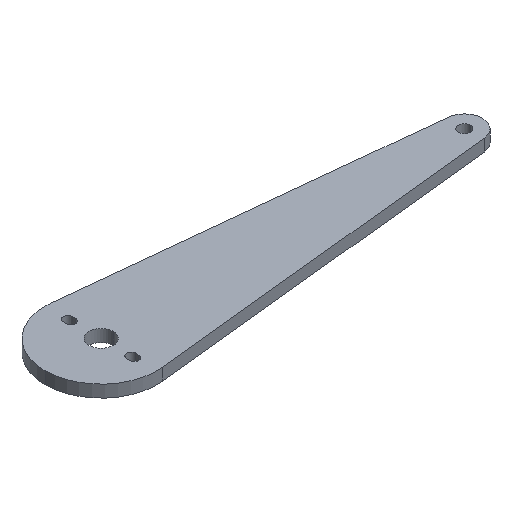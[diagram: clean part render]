
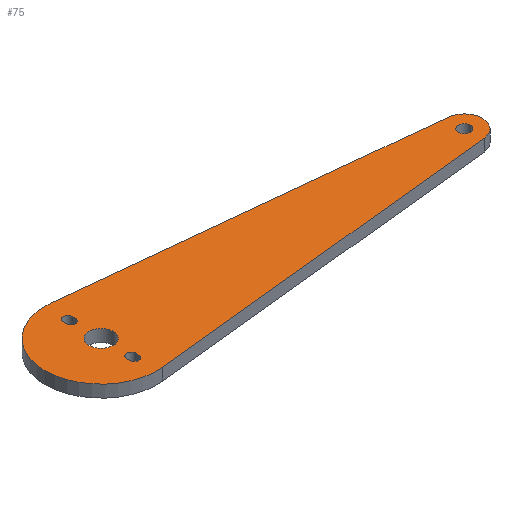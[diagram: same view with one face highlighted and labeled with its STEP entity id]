
A CAD part, isometric view. The second image highlights one B-rep face of the part: STEP entity #75.
In plain terms, the highlighted planar face has unit normal (0, 0, 1).
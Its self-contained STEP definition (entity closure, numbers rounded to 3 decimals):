
#4 = DIRECTION ( 'NONE',  ( -1., 0., 0. ) ) ;
#7 = CARTESIAN_POINT ( 'NONE',  ( -60., -10., 4. ) ) ;
#8 = LINE ( 'NONE', #704, #263 ) ;
#20 = FACE_BOUND ( 'NONE', #604, .T. ) ;
#22 = VERTEX_POINT ( 'NONE', #86 ) ;
#26 = LINE ( 'NONE', #457, #485 ) ;
#30 = CARTESIAN_POINT ( 'NONE',  ( -58.073, -18.399, 4. ) ) ;
#35 = CARTESIAN_POINT ( 'NONE',  ( -60., 0., 4. ) ) ;
#38 = CARTESIAN_POINT ( 'NONE',  ( 58., 0., 4. ) ) ;
#50 = CARTESIAN_POINT ( 'NONE',  ( -58.5, 11., 4. ) ) ;
#51 = VECTOR ( 'NONE', #549, 1000. ) ;
#53 = DIRECTION ( 'NONE',  ( 0., 0., 1. ) ) ;
#57 = CIRCLE ( 'NONE', #622, 6. ) ;
#61 = CARTESIAN_POINT ( 'NONE',  ( -61.5, -11., 4. ) ) ;
#74 = CARTESIAN_POINT ( 'NONE',  ( -60., 0., 4. ) ) ;
#75 = ADVANCED_FACE ( 'NONE', ( #20, #619, #259, #194, #469 ), #627, .T. ) ;
#76 = VERTEX_POINT ( 'NONE', #134 ) ;
#82 = ORIENTED_EDGE ( 'NONE', *, *, #206, .F. ) ;
#86 = CARTESIAN_POINT ( 'NONE',  ( -61.5, 11., 4. ) ) ;
#87 = EDGE_CURVE ( 'NONE', #181, #466, #402, .T. ) ;
#90 = DIRECTION ( 'NONE',  ( 0., 0., 1. ) ) ;
#103 = CARTESIAN_POINT ( 'NONE',  ( -58.073, 18.399, 4. ) ) ;
#114 = LINE ( 'NONE', #488, #456 ) ;
#120 = DIRECTION ( 'NONE',  ( -0.995, 0.104, 0. ) ) ;
#126 = EDGE_LOOP ( 'NONE', ( #392, #393, #293, #290, #338 ) ) ;
#130 = AXIS2_PLACEMENT_3D ( 'NONE', #505, #187, #404 ) ;
#134 = CARTESIAN_POINT ( 'NONE',  ( -58.5, -11., 4. ) ) ;
#138 = EDGE_CURVE ( 'NONE', #22, #360, #26, .T. ) ;
#161 = DIRECTION ( 'NONE',  ( 0., 0., 1. ) ) ;
#162 = EDGE_CURVE ( 'NONE', #195, #606, #383, .T. ) ;
#170 = EDGE_CURVE ( 'NONE', #606, #195, #530, .T. ) ;
#172 = CARTESIAN_POINT ( 'NONE',  ( -58.5, -10., 4. ) ) ;
#173 = ORIENTED_EDGE ( 'NONE', *, *, #258, .F. ) ;
#181 = VERTEX_POINT ( 'NONE', #38 ) ;
#182 = CARTESIAN_POINT ( 'NONE',  ( -58.073, -18.399, 4. ) ) ;
#184 = VERTEX_POINT ( 'NONE', #573 ) ;
#185 = DIRECTION ( 'NONE',  ( 1., 0., 0. ) ) ;
#187 = DIRECTION ( 'NONE',  ( 0., 0., 1. ) ) ;
#194 = FACE_BOUND ( 'NONE', #411, .T. ) ;
#195 = VERTEX_POINT ( 'NONE', #423 ) ;
#196 = DIRECTION ( 'NONE',  ( -1., 0., 0. ) ) ;
#203 = CIRCLE ( 'NONE', #587, 1.5 ) ;
#204 = CARTESIAN_POINT ( 'NONE',  ( -60., 0., 4. ) ) ;
#206 = EDGE_CURVE ( 'NONE', #76, #557, #114, .T. ) ;
#219 = CARTESIAN_POINT ( 'NONE',  ( -60., 10., 4. ) ) ;
#220 = DIRECTION ( 'NONE',  ( 0., 0., 1. ) ) ;
#233 = LINE ( 'NONE', #182, #655 ) ;
#235 = EDGE_CURVE ( 'NONE', #184, #502, #597, .T. ) ;
#236 = ORIENTED_EDGE ( 'NONE', *, *, #380, .F. ) ;
#240 = ORIENTED_EDGE ( 'NONE', *, *, #87, .F. ) ;
#243 = DIRECTION ( 'NONE',  ( 0., 0., 1. ) ) ;
#250 = VERTEX_POINT ( 'NONE', #61 ) ;
#252 = VERTEX_POINT ( 'NONE', #103 ) ;
#256 = EDGE_LOOP ( 'NONE', ( #240, #405 ) ) ;
#258 = EDGE_CURVE ( 'NONE', #250, #76, #330, .T. ) ;
#259 = FACE_OUTER_BOUND ( 'NONE', #126, .T. ) ;
#263 = VECTOR ( 'NONE', #120, 1000. ) ;
#269 = ORIENTED_EDGE ( 'NONE', *, *, #138, .F. ) ;
#285 = CARTESIAN_POINT ( 'NONE',  ( -60., -11., 4. ) ) ;
#286 = DIRECTION ( 'NONE',  ( 1., 0., 0. ) ) ;
#290 = ORIENTED_EDGE ( 'NONE', *, *, #671, .T. ) ;
#293 = ORIENTED_EDGE ( 'NONE', *, *, #296, .T. ) ;
#295 = CARTESIAN_POINT ( 'NONE',  ( 60.625, 5.967, 4. ) ) ;
#296 = EDGE_CURVE ( 'NONE', #354, #298, #233, .T. ) ;
#298 = VERTEX_POINT ( 'NONE', #447 ) ;
#315 = CARTESIAN_POINT ( 'NONE',  ( 62., 0., 4. ) ) ;
#319 = AXIS2_PLACEMENT_3D ( 'NONE', #7, #508, #196 ) ;
#321 = EDGE_CURVE ( 'NONE', #557, #637, #403, .T. ) ;
#322 = DIRECTION ( 'NONE',  ( 1., 0., 0. ) ) ;
#326 = CARTESIAN_POINT ( 'NONE',  ( 60., 0., 4. ) ) ;
#328 = CARTESIAN_POINT ( 'NONE',  ( -64., 0., 4. ) ) ;
#330 = CIRCLE ( 'NONE', #701, 1.5 ) ;
#332 = CARTESIAN_POINT ( 'NONE',  ( -78.5, 0., 4. ) ) ;
#333 = EDGE_CURVE ( 'NONE', #680, #354, #583, .T. ) ;
#335 = DIRECTION ( 'NONE',  ( 0., 0., 1. ) ) ;
#338 = ORIENTED_EDGE ( 'NONE', *, *, #588, .T. ) ;
#349 = VERTEX_POINT ( 'NONE', #295 ) ;
#354 = VERTEX_POINT ( 'NONE', #30 ) ;
#360 = VERTEX_POINT ( 'NONE', #661 ) ;
#362 = AXIS2_PLACEMENT_3D ( 'NONE', #533, #53, #702 ) ;
#369 = DIRECTION ( 'NONE',  ( 1., 0., 0. ) ) ;
#379 = AXIS2_PLACEMENT_3D ( 'NONE', #74, #335, #185 ) ;
#380 = EDGE_CURVE ( 'NONE', #637, #250, #601, .T. ) ;
#383 = CIRCLE ( 'NONE', #432, 4. ) ;
#388 = CARTESIAN_POINT ( 'NONE',  ( -58.5, 11., 4. ) ) ;
#389 = CIRCLE ( 'NONE', #654, 2. ) ;
#391 = DIRECTION ( 'NONE',  ( 0., 0., 1. ) ) ;
#392 = ORIENTED_EDGE ( 'NONE', *, *, #542, .T. ) ;
#393 = ORIENTED_EDGE ( 'NONE', *, *, #333, .T. ) ;
#402 = CIRCLE ( 'NONE', #625, 2. ) ;
#403 = CIRCLE ( 'NONE', #319, 1.5 ) ;
#404 = DIRECTION ( 'NONE',  ( 1., 0., 0. ) ) ;
#405 = ORIENTED_EDGE ( 'NONE', *, *, #511, .F. ) ;
#407 = CARTESIAN_POINT ( 'NONE',  ( -61.5, -11., 4. ) ) ;
#411 = EDGE_LOOP ( 'NONE', ( #459, #682 ) ) ;
#419 = DIRECTION ( 'NONE',  ( 0., 0., 1. ) ) ;
#423 = CARTESIAN_POINT ( 'NONE',  ( -56., 0., 4. ) ) ;
#428 = DIRECTION ( 'NONE',  ( 0., 0., 1. ) ) ;
#429 = DIRECTION ( 'NONE',  ( 1., 0., 0. ) ) ;
#430 = DIRECTION ( 'NONE',  ( 0., 0., 1. ) ) ;
#432 = AXIS2_PLACEMENT_3D ( 'NONE', #204, #90, #667 ) ;
#438 = DIRECTION ( 'NONE',  ( 1., 0., 0. ) ) ;
#447 = CARTESIAN_POINT ( 'NONE',  ( 60.625, -5.967, 4. ) ) ;
#452 = EDGE_LOOP ( 'NONE', ( #82, #173, #236, #522 ) ) ;
#456 = VECTOR ( 'NONE', #649, 1000. ) ;
#457 = CARTESIAN_POINT ( 'NONE',  ( -61.5, 11., 4. ) ) ;
#459 = ORIENTED_EDGE ( 'NONE', *, *, #170, .F. ) ;
#466 = VERTEX_POINT ( 'NONE', #315 ) ;
#469 = FACE_BOUND ( 'NONE', #452, .T. ) ;
#476 = DIRECTION ( 'NONE',  ( 0., 1., 0. ) ) ;
#479 = CIRCLE ( 'NONE', #565, 1.5 ) ;
#485 = VECTOR ( 'NONE', #674, 1000. ) ;
#488 = CARTESIAN_POINT ( 'NONE',  ( -58.5, -11., 4. ) ) ;
#502 = VERTEX_POINT ( 'NONE', #50 ) ;
#505 = CARTESIAN_POINT ( 'NONE',  ( -60., 0., 4. ) ) ;
#508 = DIRECTION ( 'NONE',  ( 0., 0., 1. ) ) ;
#511 = EDGE_CURVE ( 'NONE', #466, #181, #389, .T. ) ;
#518 = ORIENTED_EDGE ( 'NONE', *, *, #546, .F. ) ;
#521 = CARTESIAN_POINT ( 'NONE',  ( 60., 0., 4. ) ) ;
#522 = ORIENTED_EDGE ( 'NONE', *, *, #321, .F. ) ;
#530 = CIRCLE ( 'NONE', #582, 4. ) ;
#531 = ORIENTED_EDGE ( 'NONE', *, *, #590, .F. ) ;
#533 = CARTESIAN_POINT ( 'NONE',  ( -60., 0., 4. ) ) ;
#542 = EDGE_CURVE ( 'NONE', #252, #680, #551, .T. ) ;
#544 = CARTESIAN_POINT ( 'NONE',  ( -61.5, -10., 4. ) ) ;
#546 = EDGE_CURVE ( 'NONE', #360, #184, #479, .T. ) ;
#549 = DIRECTION ( 'NONE',  ( 0., -1., 0. ) ) ;
#550 = CARTESIAN_POINT ( 'NONE',  ( -60., 11., 4. ) ) ;
#551 = CIRCLE ( 'NONE', #362, 18.5 ) ;
#557 = VERTEX_POINT ( 'NONE', #172 ) ;
#565 = AXIS2_PLACEMENT_3D ( 'NONE', #219, #428, #438 ) ;
#573 = CARTESIAN_POINT ( 'NONE',  ( -58.5, 10., 4. ) ) ;
#582 = AXIS2_PLACEMENT_3D ( 'NONE', #35, #419, #369 ) ;
#583 = CIRCLE ( 'NONE', #379, 18.5 ) ;
#587 = AXIS2_PLACEMENT_3D ( 'NONE', #550, #430, #286 ) ;
#588 = EDGE_CURVE ( 'NONE', #349, #252, #8, .T. ) ;
#590 = EDGE_CURVE ( 'NONE', #502, #22, #203, .T. ) ;
#597 = LINE ( 'NONE', #388, #640 ) ;
#600 = ORIENTED_EDGE ( 'NONE', *, *, #235, .F. ) ;
#601 = LINE ( 'NONE', #407, #51 ) ;
#604 = EDGE_LOOP ( 'NONE', ( #269, #531, #600, #518 ) ) ;
#606 = VERTEX_POINT ( 'NONE', #328 ) ;
#609 = DIRECTION ( 'NONE',  ( 0.995, 0.104, 0. ) ) ;
#619 = FACE_BOUND ( 'NONE', #256, .T. ) ;
#622 = AXIS2_PLACEMENT_3D ( 'NONE', #326, #220, #429 ) ;
#625 = AXIS2_PLACEMENT_3D ( 'NONE', #521, #243, #686 ) ;
#627 = PLANE ( 'NONE',  #130 ) ;
#637 = VERTEX_POINT ( 'NONE', #544 ) ;
#640 = VECTOR ( 'NONE', #476, 1000. ) ;
#643 = CARTESIAN_POINT ( 'NONE',  ( 60., 0., 4. ) ) ;
#649 = DIRECTION ( 'NONE',  ( 0., 1., 0. ) ) ;
#654 = AXIS2_PLACEMENT_3D ( 'NONE', #643, #161, #322 ) ;
#655 = VECTOR ( 'NONE', #609, 1000. ) ;
#661 = CARTESIAN_POINT ( 'NONE',  ( -61.5, 10., 4. ) ) ;
#667 = DIRECTION ( 'NONE',  ( 1., 0., 0. ) ) ;
#671 = EDGE_CURVE ( 'NONE', #298, #349, #57, .T. ) ;
#674 = DIRECTION ( 'NONE',  ( 0., -1., 0. ) ) ;
#680 = VERTEX_POINT ( 'NONE', #332 ) ;
#682 = ORIENTED_EDGE ( 'NONE', *, *, #162, .F. ) ;
#686 = DIRECTION ( 'NONE',  ( 1., 0., 0. ) ) ;
#701 = AXIS2_PLACEMENT_3D ( 'NONE', #285, #391, #4 ) ;
#702 = DIRECTION ( 'NONE',  ( 1., 0., 0. ) ) ;
#704 = CARTESIAN_POINT ( 'NONE',  ( -58.073, 18.399, 4. ) ) ;
